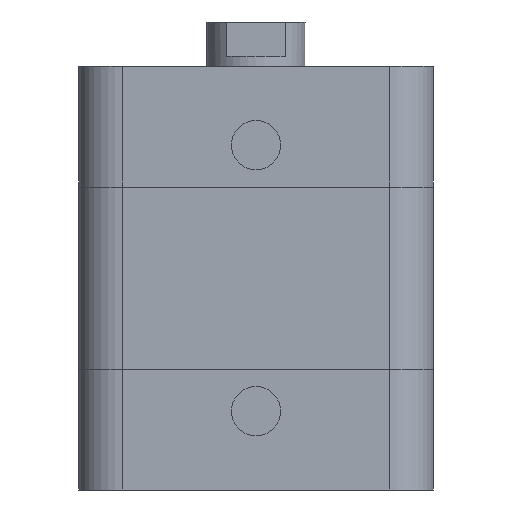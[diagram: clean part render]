
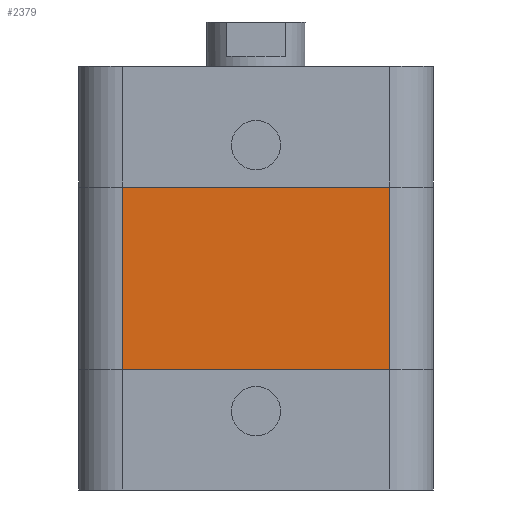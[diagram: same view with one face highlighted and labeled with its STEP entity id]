
A CAD part, left-side view. The second image highlights one B-rep face of the part: STEP entity #2379.
In plain terms, the highlighted planar face has unit normal (-1, 0, 0).
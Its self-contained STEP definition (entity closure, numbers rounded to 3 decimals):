
#128=LINE('',#3603,#400);
#129=LINE('',#3607,#401);
#130=LINE('',#3609,#402);
#131=LINE('',#3610,#403);
#400=VECTOR('',#2938,18.5);
#401=VECTOR('',#2943,27.);
#402=VECTOR('',#2944,18.5);
#403=VECTOR('',#2945,27.);
#609=PLANE('',#2549);
#766=FACE_OUTER_BOUND('',#917,.T.);
#917=EDGE_LOOP('',(#1896,#1897,#1898,#1899));
#1167=VERTEX_POINT('',#3600);
#1168=VERTEX_POINT('',#3602);
#1169=VERTEX_POINT('',#3606);
#1170=VERTEX_POINT('',#3608);
#1437=EDGE_CURVE('',#1167,#1168,#128,.T.);
#1439=EDGE_CURVE('',#1169,#1167,#129,.T.);
#1440=EDGE_CURVE('',#1169,#1170,#130,.T.);
#1441=EDGE_CURVE('',#1170,#1168,#131,.T.);
#1896=ORIENTED_EDGE('',*,*,#1439,.F.);
#1897=ORIENTED_EDGE('',*,*,#1440,.T.);
#1898=ORIENTED_EDGE('',*,*,#1441,.T.);
#1899=ORIENTED_EDGE('',*,*,#1437,.F.);
#2379=ADVANCED_FACE('',(#766),#609,.F.);
#2549=AXIS2_PLACEMENT_3D('',#3605,#2941,#2942);
#2938=DIRECTION('',(0.,0.,-1.));
#2941=DIRECTION('center_axis',(1.,0.,0.));
#2942=DIRECTION('ref_axis',(0.,1.,0.));
#2943=DIRECTION('',(0.,-1.,0.));
#2944=DIRECTION('',(0.,0.,-1.));
#2945=DIRECTION('',(0.,-1.,0.));
#3600=CARTESIAN_POINT('',(-18.,-13.5,13.627));
#3602=CARTESIAN_POINT('',(-18.,-13.5,-4.873));
#3603=CARTESIAN_POINT('',(-18.,-13.5,64.539));
#3605=CARTESIAN_POINT('Origin',(-18.,13.5,64.539));
#3606=CARTESIAN_POINT('',(-18.,13.5,13.627));
#3607=CARTESIAN_POINT('',(-18.,13.5,13.627));
#3608=CARTESIAN_POINT('',(-18.,13.5,-4.873));
#3609=CARTESIAN_POINT('',(-18.,13.5,64.539));
#3610=CARTESIAN_POINT('',(-18.,13.5,-4.873));
